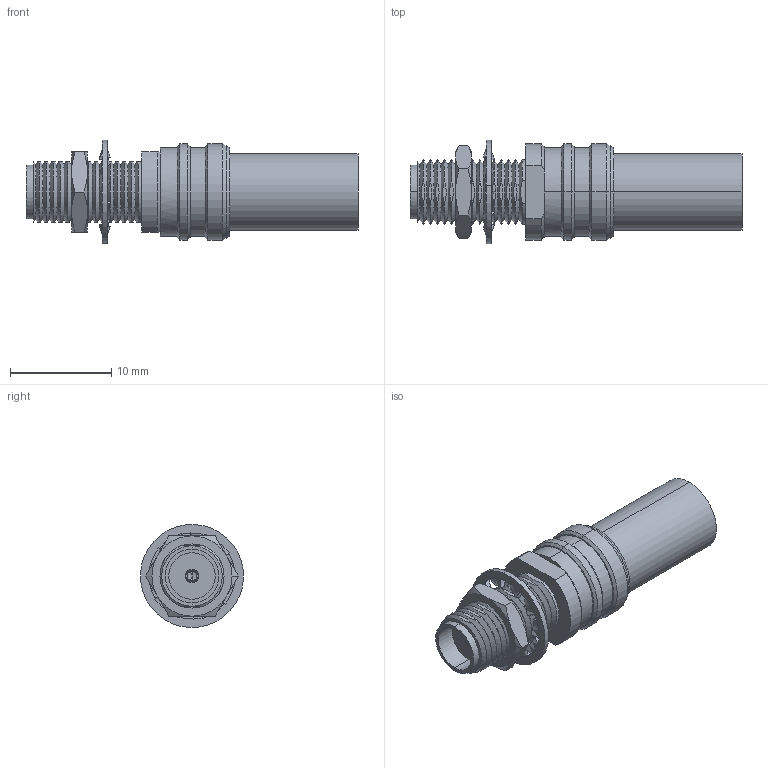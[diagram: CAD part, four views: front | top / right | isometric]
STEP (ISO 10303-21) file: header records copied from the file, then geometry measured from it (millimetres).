
FILE_DESCRIPTION (( 'STEP AP203' ), '1' );
FILE_NAME ('3190-2896(TC-240-SF-BH-SS-X).STEP', '2019-02-27T07:44:29', ( '' ), ( '' ), 'SwSTEP 2.0', 'SolidWorks 2017', '' );
FILE_SCHEMA (( 'CONFIG_CONTROL_DESIGN' ));
Length unit declared in the file: millimetre
Products named in the file (1): 3190-2896(TC-240-SF-BH-SS-X)
Bounding box: 32.84 x 10.2 x 10.2 mm (x, y, z)
Volume: 1176.1 mm3; surface area: 1801.5 mm2
Topology: 3 solids, 3 shells, 262 faces, 719 edges, 474 vertices
Faces by surface type: cone 95, plane 70, cylinder 57, bspline 40
Entity records: 9549 total; most frequent: CARTESIAN_POINT 3302, ORIENTED_EDGE 1434, DIRECTION 1090, EDGE_CURVE 717, VERTEX_POINT 474, AXIS2_PLACEMENT_3D 442, B_SPLINE_CURVE_WITH_KNOTS 292, EDGE_LOOP 279
